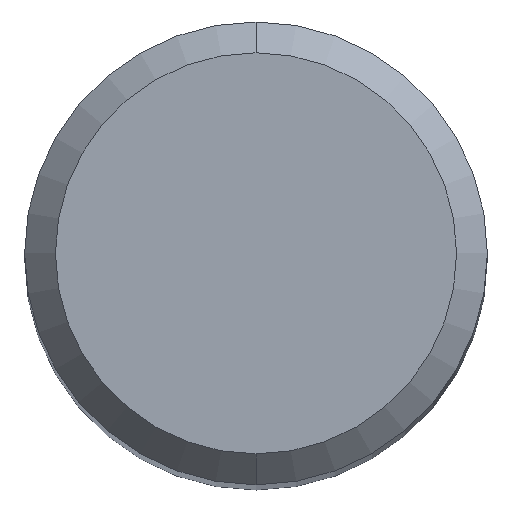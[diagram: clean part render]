
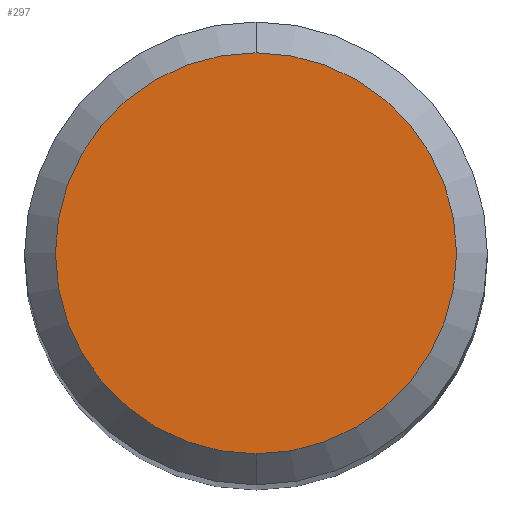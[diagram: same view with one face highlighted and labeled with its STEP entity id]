
A CAD part, top view. The second image highlights one B-rep face of the part: STEP entity #297.
In plain terms, the highlighted planar face has unit normal (0, 0, 1).
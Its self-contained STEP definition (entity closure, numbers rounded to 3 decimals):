
#297=ADVANCED_FACE('',(#700),#701,.T.);
#305=EDGE_CURVE('',#561,#553,#709,.T.);
#391=EDGE_CURVE('',#553,#561,#800,.T.);
#553=VERTEX_POINT('',#978);
#561=VERTEX_POINT('',#987);
#700=FACE_OUTER_BOUND('',#1231,.T.);
#701=PLANE('',#1232);
#709=CIRCLE('',#1245,2.6);
#800=CIRCLE('',#1377,2.6);
#978=CARTESIAN_POINT('',(0.,-2.6,0.0));
#987=CARTESIAN_POINT('',(0.0,2.6,0.0));
#1231=EDGE_LOOP('',(#1933,#1934));
#1232=AXIS2_PLACEMENT_3D('',#1935,#1936,#1937);
#1245=AXIS2_PLACEMENT_3D('',#1940,#1941,#1942);
#1377=AXIS2_PLACEMENT_3D('',#2025,#2026,#2027);
#1933=ORIENTED_EDGE('',*,*,#305,.F.);
#1934=ORIENTED_EDGE('',*,*,#391,.F.);
#1935=CARTESIAN_POINT('',(0.0,1.3,0.0));
#1936=DIRECTION('',(-0.0,0.0,1.0));
#1937=DIRECTION('',(0.0,-1.0,0.0));
#1940=CARTESIAN_POINT('',(0.0,0.0,0.0));
#1941=DIRECTION('',(0.0,0.0,-1.0));
#1942=DIRECTION('',(0.0,1.0,0.0));
#2025=CARTESIAN_POINT('',(0.0,0.0,0.0));
#2026=DIRECTION('',(0.0,0.0,-1.0));
#2027=DIRECTION('',(0.0,1.0,0.0));
